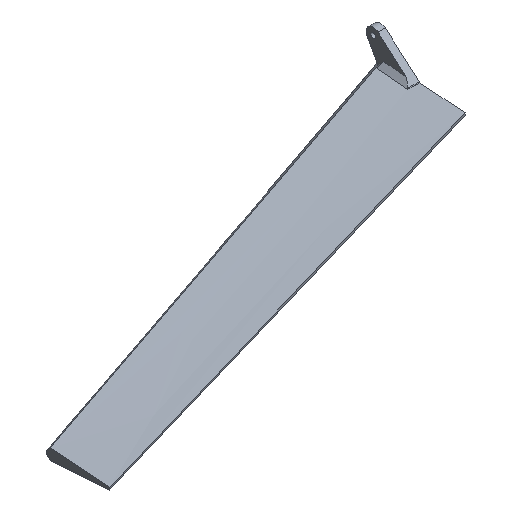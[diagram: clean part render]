
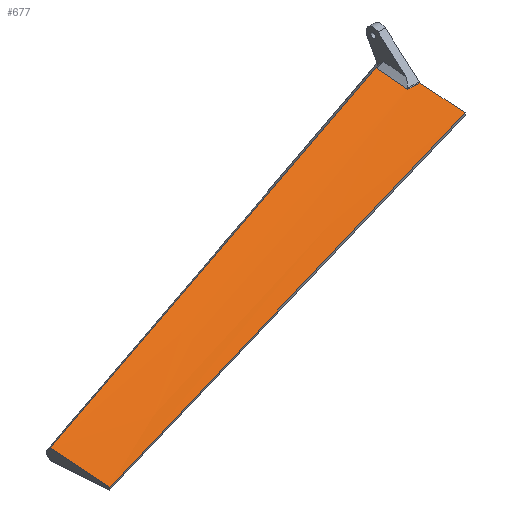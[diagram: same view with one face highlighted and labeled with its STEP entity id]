
A CAD part, isometric view. The second image highlights one B-rep face of the part: STEP entity #677.
In plain terms, the highlighted free-form (B-spline) face has degree [3, 3] with [7, 4] control points.
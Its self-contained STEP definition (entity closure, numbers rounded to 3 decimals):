
#30=B_SPLINE_CURVE_WITH_KNOTS('',3,(#1049,#1050,#1051,#1052),
 .UNSPECIFIED.,.F.,.F.,(4,4),(0.098,1.365),
 .UNSPECIFIED.);
#31=B_SPLINE_CURVE_WITH_KNOTS('',3,(#1084,#1085,#1086,#1087),
 .UNSPECIFIED.,.F.,.F.,(4,4),(-0.3,0.),.UNSPECIFIED.);
#32=B_SPLINE_CURVE_WITH_KNOTS('',3,(#1089,#1090,#1091,#1092),
 .UNSPECIFIED.,.F.,.F.,(4,4),(-0.5,-0.3),
 .UNSPECIFIED.);
#33=B_SPLINE_CURVE_WITH_KNOTS('',3,(#1122,#1123,#1124,#1125,#1126,#1127),
 .UNSPECIFIED.,.F.,.F.,(4,2,4),(-21.804,-11.017,-0.527),
 .UNSPECIFIED.);
#34=B_SPLINE_CURVE_WITH_KNOTS('',3,(#1129,#1130,#1131,#1132,#1133,#1134,
#1135,#1136,#1137,#1138,#1139,#1140,#1141),.UNSPECIFIED.,.F.,.F.,(4,3,3,
3,4),(-9.164,-8.695,-8.46,-7.99,
-7.52),.UNSPECIFIED.);
#35=B_SPLINE_CURVE_WITH_KNOTS('',3,(#1144,#1145,#1146,#1147,#1148,#1149,
#1150,#1151,#1152,#1153),.UNSPECIFIED.,.F.,.F.,(4,3,3,4),(-1.689,
-1.677,-0.994,-0.311),.UNSPECIFIED.);
#40=B_SPLINE_SURFACE_WITH_KNOTS('',3,3,((#1093,#1094,#1095,#1096),(#1097,
#1098,#1099,#1100),(#1101,#1102,#1103,#1104),(#1105,#1106,#1107,#1108),
(#1109,#1110,#1111,#1112),(#1113,#1114,#1115,#1116),(#1117,#1118,#1119,
#1120)),.UNSPECIFIED.,.F.,.F.,.F.,(4,1,1,1,4),(4,4),(0.827,
0.876,0.901,0.951,1.),(0.161,
0.832),.UNSPECIFIED.);
#70=FACE_OUTER_BOUND('',#107,.T.);
#107=EDGE_LOOP('',(#559,#560,#561,#562,#563,#564,#565));
#184=LINE('',#1143,#261);
#261=VECTOR('',#865,10.);
#309=VERTEX_POINT('',#1017);
#313=VERTEX_POINT('',#1042);
#323=VERTEX_POINT('',#1082);
#324=VERTEX_POINT('',#1083);
#325=VERTEX_POINT('',#1121);
#326=VERTEX_POINT('',#1128);
#327=VERTEX_POINT('',#1142);
#394=EDGE_CURVE('',#309,#313,#30,.T.);
#409=EDGE_CURVE('',#323,#324,#31,.T.);
#411=EDGE_CURVE('',#309,#323,#32,.T.);
#412=EDGE_CURVE('',#325,#313,#33,.T.);
#413=EDGE_CURVE('',#325,#326,#34,.T.);
#414=EDGE_CURVE('',#327,#326,#184,.T.);
#415=EDGE_CURVE('',#324,#327,#35,.T.);
#559=ORIENTED_EDGE('',*,*,#411,.F.);
#560=ORIENTED_EDGE('',*,*,#394,.T.);
#561=ORIENTED_EDGE('',*,*,#412,.F.);
#562=ORIENTED_EDGE('',*,*,#413,.T.);
#563=ORIENTED_EDGE('',*,*,#414,.F.);
#564=ORIENTED_EDGE('',*,*,#415,.F.);
#565=ORIENTED_EDGE('',*,*,#409,.F.);
#677=ADVANCED_FACE('',(#70),#40,.F.);
#865=DIRECTION('',(-0.96,-0.28,0.));
#1017=CARTESIAN_POINT('',(-145.999,-82.844,1.885));
#1042=CARTESIAN_POINT('',(-145.999,-69.879,3.131));
#1049=CARTESIAN_POINT('Ctrl Pts',(-145.999,-82.844,1.885));
#1050=CARTESIAN_POINT('Ctrl Pts',(-145.999,-78.596,2.265));
#1051=CARTESIAN_POINT('Ctrl Pts',(-145.999,-74.122,2.702));
#1052=CARTESIAN_POINT('Ctrl Pts',(-145.999,-69.879,3.131));
#1082=CARTESIAN_POINT('',(-144.,-82.874,1.83));
#1083=CARTESIAN_POINT('',(-141.,-82.918,1.75));
#1084=CARTESIAN_POINT('Ctrl Pts',(-144.,-82.874,1.83));
#1085=CARTESIAN_POINT('Ctrl Pts',(-143.,-82.889,1.803));
#1086=CARTESIAN_POINT('Ctrl Pts',(-142.,-82.904,1.777));
#1087=CARTESIAN_POINT('Ctrl Pts',(-141.,-82.918,1.75));
#1089=CARTESIAN_POINT('Ctrl Pts',(-145.999,-82.845,1.885));
#1090=CARTESIAN_POINT('Ctrl Pts',(-145.333,-82.856,1.866));
#1091=CARTESIAN_POINT('Ctrl Pts',(-144.666,-82.866,1.848));
#1092=CARTESIAN_POINT('Ctrl Pts',(-144.,-82.876,1.83));
#1093=CARTESIAN_POINT('Ctrl Pts',(-141.,-66.273,3.347));
#1094=CARTESIAN_POINT('Ctrl Pts',(-210.333,-90.17,3.003));
#1095=CARTESIAN_POINT('Ctrl Pts',(-279.667,-114.066,2.658));
#1096=CARTESIAN_POINT('Ctrl Pts',(-349.,-137.963,2.314));
#1097=CARTESIAN_POINT('Ctrl Pts',(-141.,-70.027,2.963));
#1098=CARTESIAN_POINT('Ctrl Pts',(-210.333,-93.537,2.657));
#1099=CARTESIAN_POINT('Ctrl Pts',(-279.667,-117.046,2.351));
#1100=CARTESIAN_POINT('Ctrl Pts',(-349.,-140.556,2.045));
#1101=CARTESIAN_POINT('Ctrl Pts',(-141.,-75.752,2.395));
#1102=CARTESIAN_POINT('Ctrl Pts',(-210.333,-98.671,2.144));
#1103=CARTESIAN_POINT('Ctrl Pts',(-279.667,-121.591,1.894));
#1104=CARTESIAN_POINT('Ctrl Pts',(-349.,-144.51,1.643));
#1105=CARTESIAN_POINT('Ctrl Pts',(-141.,-85.014,1.553));
#1106=CARTESIAN_POINT('Ctrl Pts',(-210.333,-106.979,1.388));
#1107=CARTESIAN_POINT('Ctrl Pts',(-279.667,-128.944,1.223));
#1108=CARTESIAN_POINT('Ctrl Pts',(-349.,-150.909,1.058));
#1109=CARTESIAN_POINT('Ctrl Pts',(-141.,-93.59,0.878));
#1110=CARTESIAN_POINT('Ctrl Pts',(-210.333,-114.671,0.792));
#1111=CARTESIAN_POINT('Ctrl Pts',(-279.667,-135.752,0.707));
#1112=CARTESIAN_POINT('Ctrl Pts',(-349.,-156.833,0.621));
#1113=CARTESIAN_POINT('Ctrl Pts',(-141.,-99.261,0.584));
#1114=CARTESIAN_POINT('Ctrl Pts',(-210.333,-119.757,0.557));
#1115=CARTESIAN_POINT('Ctrl Pts',(-279.667,-140.252,0.529));
#1116=CARTESIAN_POINT('Ctrl Pts',(-349.,-160.748,0.502));
#1117=CARTESIAN_POINT('Ctrl Pts',(-141.,-101.792,0.5));
#1118=CARTESIAN_POINT('Ctrl Pts',(-210.333,-122.026,0.5));
#1119=CARTESIAN_POINT('Ctrl Pts',(-279.667,-142.26,0.5));
#1120=CARTESIAN_POINT('Ctrl Pts',(-349.,-162.494,0.5));
#1121=CARTESIAN_POINT('',(-349.,-137.963,2.314));
#1122=CARTESIAN_POINT('Ctrl Pts',(-349.,-137.963,2.314));
#1123=CARTESIAN_POINT('Ctrl Pts',(-314.769,-126.482,2.451));
#1124=CARTESIAN_POINT('Ctrl Pts',(-280.133,-114.865,2.59));
#1125=CARTESIAN_POINT('Ctrl Pts',(-212.802,-92.283,2.861));
#1126=CARTESIAN_POINT('Ctrl Pts',(-179.193,-81.011,2.997));
#1127=CARTESIAN_POINT('Ctrl Pts',(-145.999,-69.879,3.131));
#1128=CARTESIAN_POINT('',(-349.,-162.494,0.5));
#1129=CARTESIAN_POINT('Ctrl Pts',(-349.,-137.963,2.314));
#1130=CARTESIAN_POINT('Ctrl Pts',(-349.,-140.556,2.045));
#1131=CARTESIAN_POINT('Ctrl Pts',(-349.,-143.192,1.777));
#1132=CARTESIAN_POINT('Ctrl Pts',(-349.,-145.777,1.531));
#1133=CARTESIAN_POINT('Ctrl Pts',(-349.,-147.07,1.409));
#1134=CARTESIAN_POINT('Ctrl Pts',(-349.,-148.35,1.292));
#1135=CARTESIAN_POINT('Ctrl Pts',(-349.,-149.598,1.185));
#1136=CARTESIAN_POINT('Ctrl Pts',(-349.,-152.094,0.97));
#1137=CARTESIAN_POINT('Ctrl Pts',(-349.,-154.464,0.796));
#1138=CARTESIAN_POINT('Ctrl Pts',(-349.,-156.627,0.679));
#1139=CARTESIAN_POINT('Ctrl Pts',(-349.,-158.791,0.561));
#1140=CARTESIAN_POINT('Ctrl Pts',(-349.,-160.748,0.502));
#1141=CARTESIAN_POINT('Ctrl Pts',(-349.,-162.494,0.5));
#1142=CARTESIAN_POINT('',(-141.,-101.792,0.5));
#1143=CARTESIAN_POINT('',(-91.,-87.2,0.5));
#1144=CARTESIAN_POINT('Ctrl Pts',(-141.,-82.921,1.75));
#1145=CARTESIAN_POINT('Ctrl Pts',(-141.,-82.986,1.744));
#1146=CARTESIAN_POINT('Ctrl Pts',(-141.,-83.051,1.738));
#1147=CARTESIAN_POINT('Ctrl Pts',(-141.,-83.116,1.733));
#1148=CARTESIAN_POINT('Ctrl Pts',(-141.,-86.729,1.418));
#1149=CARTESIAN_POINT('Ctrl Pts',(-141.,-90.16,1.148));
#1150=CARTESIAN_POINT('Ctrl Pts',(-141.,-93.292,0.939));
#1151=CARTESIAN_POINT('Ctrl Pts',(-141.,-96.425,0.731));
#1152=CARTESIAN_POINT('Ctrl Pts',(-141.,-99.261,0.584));
#1153=CARTESIAN_POINT('Ctrl Pts',(-141.,-101.792,0.5));
